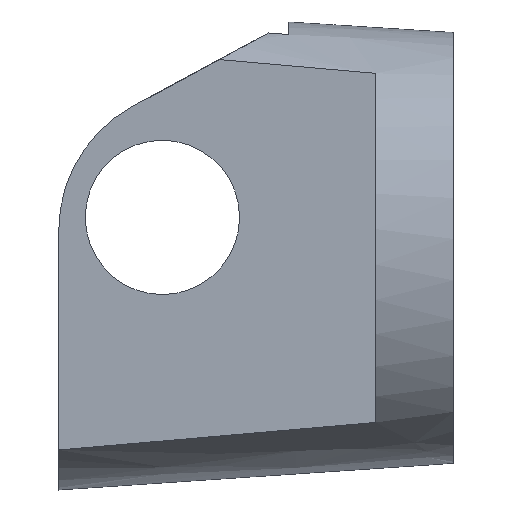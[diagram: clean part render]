
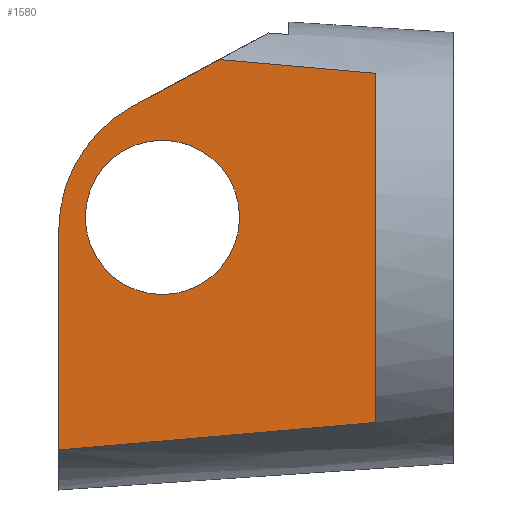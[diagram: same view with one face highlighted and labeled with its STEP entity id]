
A CAD part, left-side view. The second image highlights one B-rep face of the part: STEP entity #1580.
In plain terms, the highlighted planar face has unit normal (-1, 0, 0).
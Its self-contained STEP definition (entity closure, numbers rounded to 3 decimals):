
#2 = CARTESIAN_POINT ( 'NONE',  ( -4.5, 11.422, -7.643 ) ) ;
#5 = ORIENTED_EDGE ( 'NONE', *, *, #594, .T. ) ;
#16 = VECTOR ( 'NONE', #658, 1000. ) ;
#17 = VECTOR ( 'NONE', #703, 1000. ) ;
#54 = CIRCLE ( 'NONE', #1254, 5.592 ) ;
#57 = VECTOR ( 'NONE', #922, 1000. ) ;
#60 = AXIS2_PLACEMENT_3D ( 'NONE', #357, #366, #371 ) ;
#62 = CARTESIAN_POINT ( 'NONE',  ( -4.5, 7.19, 7.268 ) ) ;
#66 = DIRECTION ( 'NONE',  ( -1., 0., 0. ) ) ;
#80 = CARTESIAN_POINT ( 'NONE',  ( -4.5, 3.07, 6.901 ) ) ;
#152 = B_SPLINE_CURVE_WITH_KNOTS ( 'NONE', 3,
 ( #1058, #1515, #62, #807 ),
 .UNSPECIFIED., .F., .F.,
 ( 4, 4 ),
 ( -0.003, 0.003 ),
 .UNSPECIFIED. ) ;
#192 = CARTESIAN_POINT ( 'NONE',  ( -4.5, 11.5, 1.206 ) ) ;
#201 = DIRECTION ( 'NONE',  ( 1., 0., 0. ) ) ;
#209 = DIRECTION ( 'NONE',  ( 0., 1., 0. ) ) ;
#224 = ORIENTED_EDGE ( 'NONE', *, *, #1365, .T. ) ;
#236 = CARTESIAN_POINT ( 'NONE',  ( -4.5, 9.25, 7.446 ) ) ;
#292 = B_SPLINE_CURVE_WITH_KNOTS ( 'NONE', 3,
 ( #416, #2, #493, #499 ),
 .UNSPECIFIED., .F., .F.,
 ( 4, 4 ),
 ( 0., 0.013 ),
 .UNSPECIFIED. ) ;
#301 = DIRECTION ( 'NONE',  ( 0., 1., 0. ) ) ;
#326 = CARTESIAN_POINT ( 'NONE',  ( -4.5, 15.6, -7.988 ) ) ;
#336 = ORIENTED_EDGE ( 'NONE', *, *, #509, .T. ) ;
#355 = ORIENTED_EDGE ( 'NONE', *, *, #1266, .T. ) ;
#357 = CARTESIAN_POINT ( 'NONE',  ( -4.5, 11.5, 1.206 ) ) ;
#366 = DIRECTION ( 'NONE',  ( 1., 0., 0. ) ) ;
#371 = DIRECTION ( 'NONE',  ( 0., 1., 0. ) ) ;
#376 = CARTESIAN_POINT ( 'NONE',  ( -4.5, 11.5, -1.844 ) ) ;
#407 = VERTEX_POINT ( 'NONE', #326 ) ;
#416 = CARTESIAN_POINT ( 'NONE',  ( -4.5, 15.6, -7.988 ) ) ;
#485 = AXIS2_PLACEMENT_3D ( 'NONE', #1576, #1368, #657 ) ;
#493 = CARTESIAN_POINT ( 'NONE',  ( -4.5, 7.245, -7.282 ) ) ;
#495 = VERTEX_POINT ( 'NONE', #80 ) ;
#497 = EDGE_LOOP ( 'NONE', ( #1469, #224 ) ) ;
#499 = CARTESIAN_POINT ( 'NONE',  ( -4.5, 3.07, -6.899 ) ) ;
#509 = EDGE_CURVE ( 'NONE', #1328, #857, #727, .T. ) ;
#565 = CARTESIAN_POINT ( 'NONE',  ( -4.5, 3.07, -9.593 ) ) ;
#571 = CARTESIAN_POINT ( 'NONE',  ( -4.5, 3.07, -6.899 ) ) ;
#574 = EDGE_LOOP ( 'NONE', ( #336, #355, #644, #1581, #1278, #5 ) ) ;
#594 = EDGE_CURVE ( 'NONE', #495, #1328, #152, .T. ) ;
#602 = EDGE_CURVE ( 'NONE', #1203, #495, #976, .T. ) ;
#644 = ORIENTED_EDGE ( 'NONE', *, *, #1174, .F. ) ;
#649 = CIRCLE ( 'NONE', #1090, 3.05 ) ;
#652 = CARTESIAN_POINT ( 'NONE',  ( -4.5, 15.6, -9.593 ) ) ;
#657 = DIRECTION ( 'NONE',  ( 0., 1., 0. ) ) ;
#658 = DIRECTION ( 'NONE',  ( 0., 0., 1. ) ) ;
#703 = DIRECTION ( 'NONE',  ( 0., 0.88, -0.475 ) ) ;
#714 = CARTESIAN_POINT ( 'NONE',  ( -4.5, 12.665, 5.601 ) ) ;
#727 = LINE ( 'NONE', #1154, #17 ) ;
#807 = CARTESIAN_POINT ( 'NONE',  ( -4.5, 9.25, 7.446 ) ) ;
#854 = CIRCLE ( 'NONE', #60, 3.05 ) ;
#857 = VERTEX_POINT ( 'NONE', #714 ) ;
#861 = CARTESIAN_POINT ( 'NONE',  ( -4.5, 15.6, 0.681 ) ) ;
#922 = DIRECTION ( 'NONE',  ( 0., 0., 1. ) ) ;
#976 = LINE ( 'NONE', #565, #57 ) ;
#1011 = LINE ( 'NONE', #652, #16 ) ;
#1035 = FACE_OUTER_BOUND ( 'NONE', #574, .T. ) ;
#1058 = CARTESIAN_POINT ( 'NONE',  ( -4.5, 3.07, 6.901 ) ) ;
#1090 = AXIS2_PLACEMENT_3D ( 'NONE', #192, #201, #209 ) ;
#1101 = VERTEX_POINT ( 'NONE', #376 ) ;
#1108 = EDGE_CURVE ( 'NONE', #407, #1203, #292, .T. ) ;
#1154 = CARTESIAN_POINT ( 'NONE',  ( -4.5, 21.29, 0.943 ) ) ;
#1174 = EDGE_CURVE ( 'NONE', #407, #1474, #1011, .T. ) ;
#1179 = EDGE_CURVE ( 'NONE', #1101, #1290, #649, .T. ) ;
#1203 = VERTEX_POINT ( 'NONE', #571 ) ;
#1254 = AXIS2_PLACEMENT_3D ( 'NONE', #1551, #66, #301 ) ;
#1266 = EDGE_CURVE ( 'NONE', #857, #1474, #54, .T. ) ;
#1278 = ORIENTED_EDGE ( 'NONE', *, *, #602, .T. ) ;
#1290 = VERTEX_POINT ( 'NONE', #1422 ) ;
#1328 = VERTEX_POINT ( 'NONE', #236 ) ;
#1365 = EDGE_CURVE ( 'NONE', #1290, #1101, #854, .T. ) ;
#1368 = DIRECTION ( 'NONE',  ( 1., 0., 0. ) ) ;
#1391 = FACE_BOUND ( 'NONE', #497, .T. ) ;
#1422 = CARTESIAN_POINT ( 'NONE',  ( -4.5, 11.5, 4.256 ) ) ;
#1469 = ORIENTED_EDGE ( 'NONE', *, *, #1179, .T. ) ;
#1474 = VERTEX_POINT ( 'NONE', #861 ) ;
#1515 = CARTESIAN_POINT ( 'NONE',  ( -4.5, 5.13, 7.087 ) ) ;
#1551 = CARTESIAN_POINT ( 'NONE',  ( -4.5, 10.008, 0.681 ) ) ;
#1576 = CARTESIAN_POINT ( 'NONE',  ( -4.5, 15.6, -9.593 ) ) ;
#1580 = ADVANCED_FACE ( 'NONE', ( #1391, #1035 ), #1590, .F. ) ;
#1581 = ORIENTED_EDGE ( 'NONE', *, *, #1108, .T. ) ;
#1590 = PLANE ( 'NONE',  #485 ) ;
